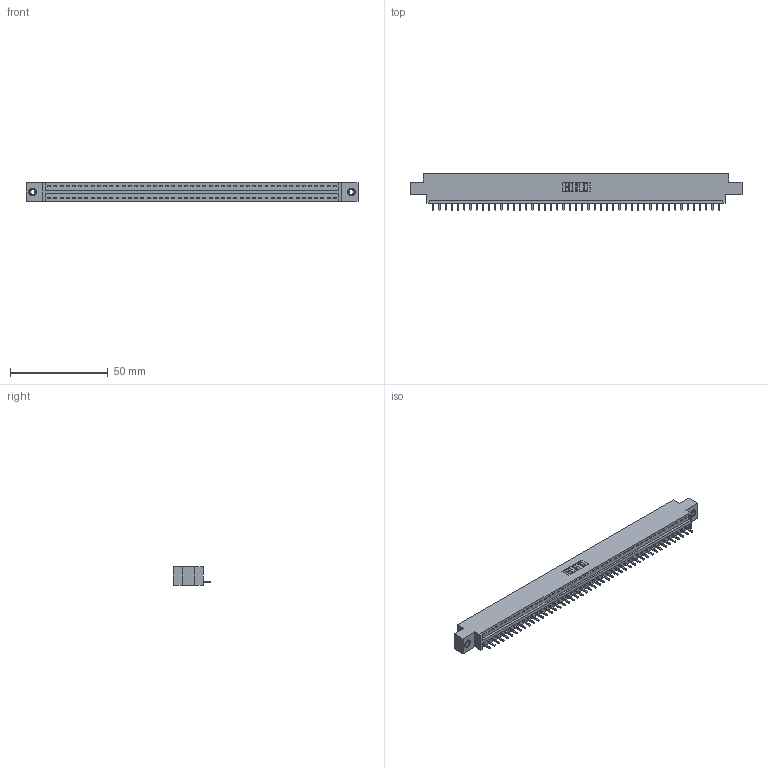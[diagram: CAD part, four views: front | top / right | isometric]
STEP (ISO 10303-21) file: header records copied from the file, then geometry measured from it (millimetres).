
FILE_DESCRIPTION (( 'STEP AP203' ), '1' );
FILE_NAME ('346-047-521-607.STEP', '2022-05-09T21:27:25', ( '' ), ( '' ), 'SwSTEP 2.0', 'SolidWorks 2020', '' );
FILE_SCHEMA (( 'CONFIG_CONTROL_DESIGN' ));
Length unit declared in the file: inch
Products named in the file (4): 346-047-521-607; 346 Part_0.170 Offset - 0.156 Dia-TI; 345-250-001_345-250-005-103; 345-292-001_345-293-121
Assembly tree (50 placements, depth 2):
  346-047-521-607
    346 Part_0.170 Offset - 0.156 Dia-TI
    345-292-001_345-293-121  x47
    345-250-001_345-250-005-103  x2
Bounding box: 169.8 x 19.05 x 9.4 mm (x, y, z)
Volume: 15986.1 mm3; surface area: 19697.6 mm2
Topology: 50 solids, 50 shells, 2912 faces, 8749 edges, 5762 vertices
Faces by surface type: plane 1992, cylinder 904, cone 12, torus 4
Entity records: 29832 total; most frequent: CARTESIAN_POINT 5096, ORIENTED_EDGE 5070, DIRECTION 4515, EDGE_CURVE 2535, LINE 2195, VECTOR 2195, VERTEX_POINT 1684, AXIS2_PLACEMENT_3D 1160
